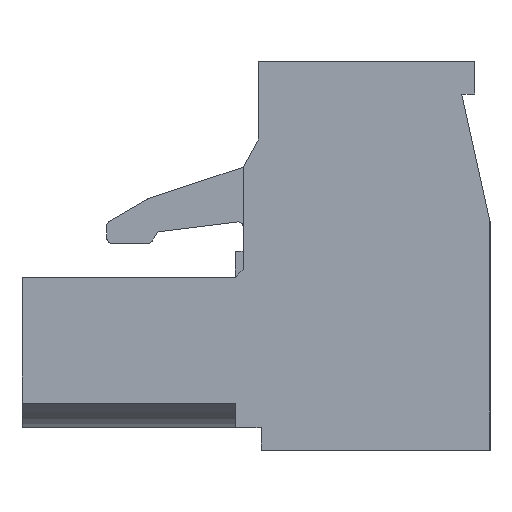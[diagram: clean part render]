
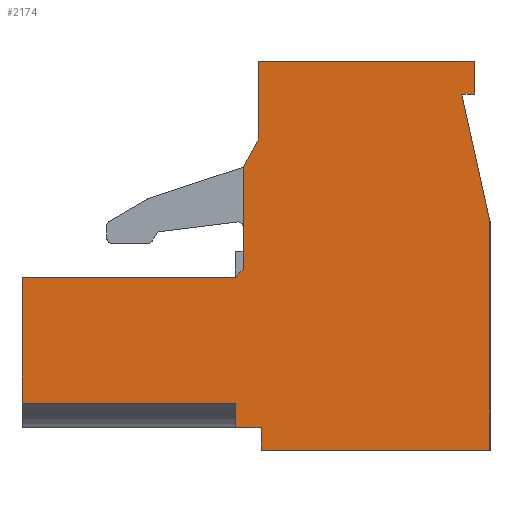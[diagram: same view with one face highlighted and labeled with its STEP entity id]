
A CAD part, left-side view. The second image highlights one B-rep face of the part: STEP entity #2174.
In plain terms, the highlighted planar face has unit normal (-1, 0, 0).
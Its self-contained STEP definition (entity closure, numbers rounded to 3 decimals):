
#2174 = ADVANCED_FACE( '', ( #4749 ), #4750, .T. );
#4749 = FACE_OUTER_BOUND( '', #7921, .T. );
#4750 = PLANE( '', #7922 );
#7921 = EDGE_LOOP( '', ( #13541, #13542, #13543, #13544, #13545, #13546, #13547, #13548, #13549, #13550, #13551, #13552, #13553, #13554, #13555, #13556 ) );
#7922 = AXIS2_PLACEMENT_3D( '', #13557, #13558, #13559 );
#13541 = ORIENTED_EDGE( '', *, *, #21083, .T. );
#13542 = ORIENTED_EDGE( '', *, *, #20382, .F. );
#13543 = ORIENTED_EDGE( '', *, *, #21084, .T. );
#13544 = ORIENTED_EDGE( '', *, *, #21085, .T. );
#13545 = ORIENTED_EDGE( '', *, *, #20347, .T. );
#13546 = ORIENTED_EDGE( '', *, *, #21086, .T. );
#13547 = ORIENTED_EDGE( '', *, *, #21087, .T. );
#13548 = ORIENTED_EDGE( '', *, *, #20982, .T. );
#13549 = ORIENTED_EDGE( '', *, *, #21088, .T. );
#13550 = ORIENTED_EDGE( '', *, *, #20624, .T. );
#13551 = ORIENTED_EDGE( '', *, *, #21089, .T. );
#13552 = ORIENTED_EDGE( '', *, *, #19199, .T. );
#13553 = ORIENTED_EDGE( '', *, *, #21090, .T. );
#13554 = ORIENTED_EDGE( '', *, *, #21091, .T. );
#13555 = ORIENTED_EDGE( '', *, *, #20938, .T. );
#13556 = ORIENTED_EDGE( '', *, *, #19897, .T. );
#13557 = CARTESIAN_POINT( '', ( -20.32, 0., 0. ) );
#13558 = DIRECTION( '', ( -1., 0., 0. ) );
#13559 = DIRECTION( '', ( 0., 0., 1. ) );
#19199 = EDGE_CURVE( '', #22999, #22997, #23000, .T. );
#19897 = EDGE_CURVE( '', #24222, #24220, #24223, .T. );
#20347 = EDGE_CURVE( '', #24949, #24950, #24951, .T. );
#20382 = EDGE_CURVE( '', #25002, #24998, #25004, .T. );
#20624 = EDGE_CURVE( '', #25378, #25379, #25380, .T. );
#20938 = EDGE_CURVE( '', #25857, #24222, #25860, .F. );
#20982 = EDGE_CURVE( '', #25927, #25925, #25928, .T. );
#21083 = EDGE_CURVE( '', #24220, #24998, #26081, .T. );
#21084 = EDGE_CURVE( '', #25002, #26082, #26083, .T. );
#21085 = EDGE_CURVE( '', #26082, #24949, #26084, .T. );
#21086 = EDGE_CURVE( '', #24950, #26085, #26086, .T. );
#21087 = EDGE_CURVE( '', #26085, #25927, #26087, .T. );
#21088 = EDGE_CURVE( '', #25925, #25378, #26088, .T. );
#21089 = EDGE_CURVE( '', #25379, #22999, #26089, .T. );
#21090 = EDGE_CURVE( '', #22997, #26090, #26091, .T. );
#21091 = EDGE_CURVE( '', #26090, #25857, #26092, .T. );
#22997 = VERTEX_POINT( '', #28530 );
#22999 = VERTEX_POINT( '', #28533 );
#23000 = LINE( '', #28534, #28535 );
#24220 = VERTEX_POINT( '', #30280 );
#24222 = VERTEX_POINT( '', #30283 );
#24223 = LINE( '', #30284, #30285 );
#24949 = VERTEX_POINT( '', #31343 );
#24950 = VERTEX_POINT( '', #31344 );
#24951 = LINE( '', #31345, #31346 );
#24998 = VERTEX_POINT( '', #31412 );
#25002 = VERTEX_POINT( '', #31418 );
#25004 = LINE( '', #31421, #31422 );
#25378 = VERTEX_POINT( '', #31957 );
#25379 = VERTEX_POINT( '', #31958 );
#25380 = LINE( '', #31959, #31960 );
#25857 = VERTEX_POINT( '', #32652 );
#25860 = LINE( '', #32657, #32658 );
#25925 = VERTEX_POINT( '', #32753 );
#25927 = VERTEX_POINT( '', #32756 );
#25928 = LINE( '', #32757, #32758 );
#26081 = LINE( '', #32977, #32978 );
#26082 = VERTEX_POINT( '', #32979 );
#26083 = LINE( '', #32980, #32981 );
#26084 = LINE( '', #32982, #32983 );
#26085 = VERTEX_POINT( '', #32984 );
#26086 = LINE( '', #32985, #32986 );
#26087 = LINE( '', #32987, #32988 );
#26088 = LINE( '', #32989, #32990 );
#26089 = LINE( '', #32991, #32992 );
#26090 = VERTEX_POINT( '', #32993 );
#26091 = LINE( '', #32994, #32995 );
#26092 = LINE( '', #32996, #32997 );
#28530 = CARTESIAN_POINT( '', ( -20.32, 4.55, 7.65 ) );
#28533 = CARTESIAN_POINT( '', ( -20.32, 4.55, 10.65 ) );
#28534 = CARTESIAN_POINT( '', ( -20.32, 4.55, 10.65 ) );
#28535 = VECTOR( '', #35913, 1000. );
#30280 = CARTESIAN_POINT( '', ( -20.32, 13.75, 2.275 ) );
#30283 = CARTESIAN_POINT( '', ( -20.32, 5.45, 2.275 ) );
#30284 = CARTESIAN_POINT( '', ( -20.32, 5.15, 2.275 ) );
#30285 = VECTOR( '', #36593, 1000. );
#31343 = CARTESIAN_POINT( '', ( -20.32, 4.45, -3.575 ) );
#31344 = CARTESIAN_POINT( '', ( -20.32, 4.45, -4.45 ) );
#31345 = CARTESIAN_POINT( '', ( -20.32, 4.45, -3.575 ) );
#31346 = VECTOR( '', #37009, 1000. );
#31412 = CARTESIAN_POINT( '', ( -20.32, 13.75, -2.625 ) );
#31418 = CARTESIAN_POINT( '', ( -20.32, 5.45, -2.625 ) );
#31421 = CARTESIAN_POINT( '', ( -20.32, 5.45, -2.625 ) );
#31422 = VECTOR( '', #37044, 1000. );
#31957 = CARTESIAN_POINT( '', ( -20.32, -3.85, 9.4 ) );
#31958 = CARTESIAN_POINT( '', ( -20.32, -3.85, 10.65 ) );
#31959 = CARTESIAN_POINT( '', ( -20.32, -3.85, 9.4 ) );
#31960 = VECTOR( '', #37266, 1000. );
#32652 = CARTESIAN_POINT( '', ( -20.32, 5.15, 2.575 ) );
#32657 = CARTESIAN_POINT( '', ( -20.32, 5.15, 2.575 ) );
#32658 = VECTOR( '', #37553, 1000. );
#32753 = CARTESIAN_POINT( '', ( -20.32, -3.35, 9.4 ) );
#32756 = CARTESIAN_POINT( '', ( -20.32, -4.45, 4.45 ) );
#32757 = CARTESIAN_POINT( '', ( -20.32, -4.45, 4.45 ) );
#32758 = VECTOR( '', #37591, 1000. );
#32977 = CARTESIAN_POINT( '', ( -20.32, 13.75, 2.275 ) );
#32978 = VECTOR( '', #37694, 1000. );
#32979 = CARTESIAN_POINT( '', ( -20.32, 5.45, -3.575 ) );
#32980 = CARTESIAN_POINT( '', ( -20.32, 5.45, -2.625 ) );
#32981 = VECTOR( '', #37695, 1000. );
#32982 = CARTESIAN_POINT( '', ( -20.32, 13.75, -3.575 ) );
#32983 = VECTOR( '', #37696, 1000. );
#32984 = CARTESIAN_POINT( '', ( -20.32, -4.45, -4.45 ) );
#32985 = CARTESIAN_POINT( '', ( -20.32, 4.45, -4.45 ) );
#32986 = VECTOR( '', #37697, 1000. );
#32987 = CARTESIAN_POINT( '', ( -20.32, -4.45, -4.45 ) );
#32988 = VECTOR( '', #37698, 1000. );
#32989 = CARTESIAN_POINT( '', ( -20.32, -3.35, 9.4 ) );
#32990 = VECTOR( '', #37699, 1000. );
#32991 = CARTESIAN_POINT( '', ( -20.32, -3.85, 10.65 ) );
#32992 = VECTOR( '', #37700, 1000. );
#32993 = CARTESIAN_POINT( '', ( -20.32, 5.15, 6.55 ) );
#32994 = CARTESIAN_POINT( '', ( -20.32, 4.55, 7.65 ) );
#32995 = VECTOR( '', #37701, 1000. );
#32996 = CARTESIAN_POINT( '', ( -20.32, 5.15, 6.55 ) );
#32997 = VECTOR( '', #37702, 1000. );
#35913 = DIRECTION( '', ( 0., 0., -1. ) );
#36593 = DIRECTION( '', ( 0., 1., 0. ) );
#37009 = DIRECTION( '', ( 0., 0., -1. ) );
#37044 = DIRECTION( '', ( 0., 1., 0. ) );
#37266 = DIRECTION( '', ( 0., 0., 1. ) );
#37553 = DIRECTION( '', ( 0., -0.707, 0.707 ) );
#37591 = DIRECTION( '', ( 0., 0.217, 0.976 ) );
#37694 = DIRECTION( '', ( 0., 0., -1. ) );
#37695 = DIRECTION( '', ( 0., 0., -1. ) );
#37696 = DIRECTION( '', ( 0., -1., 0. ) );
#37697 = DIRECTION( '', ( 0., -1., 0. ) );
#37698 = DIRECTION( '', ( 0., 0., 1. ) );
#37699 = DIRECTION( '', ( 0., -1., 0. ) );
#37700 = DIRECTION( '', ( 0., 1., 0. ) );
#37701 = DIRECTION( '', ( 0., 0.479, -0.878 ) );
#37702 = DIRECTION( '', ( 0., 0., -1. ) );
